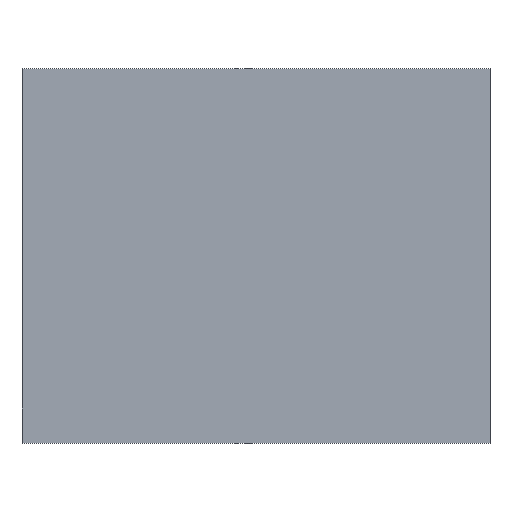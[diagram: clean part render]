
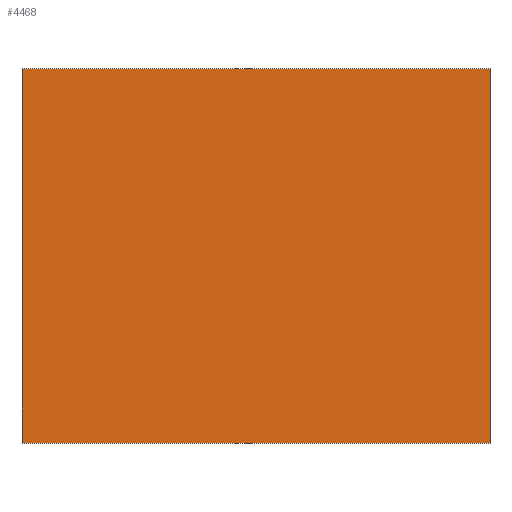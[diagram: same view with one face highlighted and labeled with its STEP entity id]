
A CAD part, top view. The second image highlights one B-rep face of the part: STEP entity #4468.
In plain terms, the highlighted planar face has unit normal (0, 0, 1).
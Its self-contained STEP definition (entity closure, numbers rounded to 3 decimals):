
#4350=CARTESIAN_POINT('Line Origine',(2344.47,0.,1182.06)) ;
#4354=CARTESIAN_POINT('Vertex',(2344.47,-2000.,1182.06)) ;
#4356=CARTESIAN_POINT('Vertex',(2344.47,2000.,1182.06)) ;
#4425=CARTESIAN_POINT('Vertex',(-2655.53,-2000.,1182.06)) ;
#4428=CARTESIAN_POINT('Line Origine',(-2655.53,0.,1182.06)) ;
#4432=CARTESIAN_POINT('Vertex',(-2655.53,2000.,1182.06)) ;
#4447=CARTESIAN_POINT('Axis2P3D Location',(2344.47,0.,1182.06)) ;
#4452=CARTESIAN_POINT('Line Origine',(-155.53,-2000.,1182.06)) ;
#4457=CARTESIAN_POINT('Line Origine',(-155.53,2000.,1182.06)) ;
#4351=DIRECTION('Vector Direction',(0.,1.,0.)) ;
#4429=DIRECTION('Vector Direction',(0.,1.,0.)) ;
#4448=DIRECTION('Axis2P3D Direction',(0.,0.,-1.)) ;
#4449=DIRECTION('Axis2P3D XDirection',(-1.,0.,0.)) ;
#4453=DIRECTION('Vector Direction',(-1.,0.,0.)) ;
#4458=DIRECTION('Vector Direction',(-1.,0.,0.)) ;
#4450=AXIS2_PLACEMENT_3D('Plane Axis2P3D',#4447,#4448,#4449) ;
#4463=ORIENTED_EDGE('',*,*,#4434,.F.) ;
#4464=ORIENTED_EDGE('',*,*,#4456,.T.) ;
#4465=ORIENTED_EDGE('',*,*,#4358,.T.) ;
#4466=ORIENTED_EDGE('',*,*,#4461,.F.) ;
#4352=VECTOR('Line Direction',#4351,1.) ;
#4430=VECTOR('Line Direction',#4429,1.) ;
#4454=VECTOR('Line Direction',#4453,1.) ;
#4459=VECTOR('Line Direction',#4458,1.) ;
#4468=ADVANCED_FACE('',(#4467),#4451,.F.) ;
#4358=EDGE_CURVE('',#4355,#4357,#4353,.T.) ;
#4434=EDGE_CURVE('',#4426,#4433,#4431,.T.) ;
#4456=EDGE_CURVE('',#4426,#4355,#4455,.F.) ;
#4461=EDGE_CURVE('',#4433,#4357,#4460,.F.) ;
#4462=EDGE_LOOP('',(#4463,#4464,#4465,#4466)) ;
#4467=FACE_OUTER_BOUND('',#4462,.T.) ;
#4353=LINE('Line',#4350,#4352) ;
#4431=LINE('Line',#4428,#4430) ;
#4455=LINE('Line',#4452,#4454) ;
#4460=LINE('Line',#4457,#4459) ;
#4451=PLANE('Plane',#4450) ;
#4355=VERTEX_POINT('',#4354) ;
#4357=VERTEX_POINT('',#4356) ;
#4426=VERTEX_POINT('',#4425) ;
#4433=VERTEX_POINT('',#4432) ;
